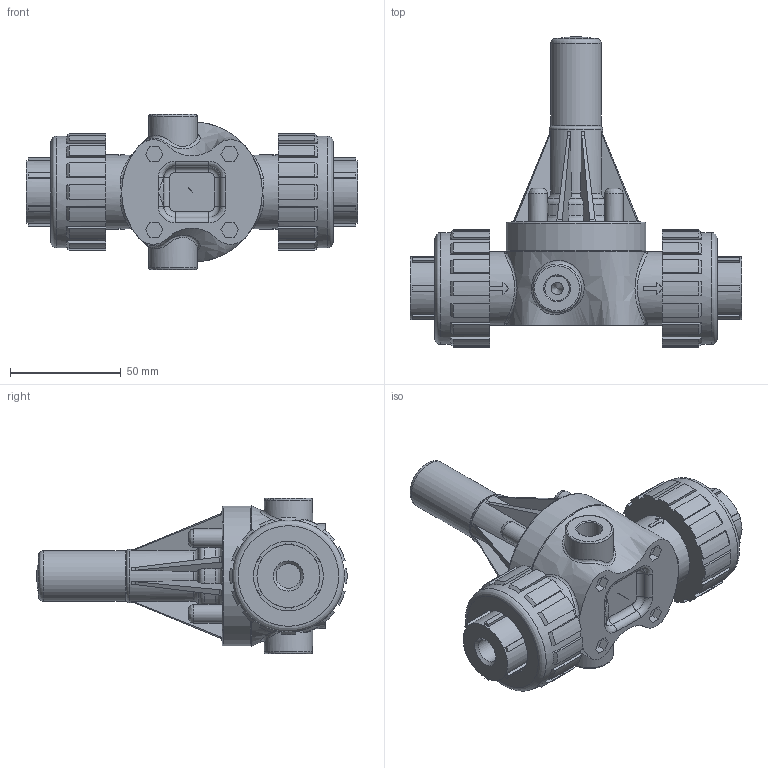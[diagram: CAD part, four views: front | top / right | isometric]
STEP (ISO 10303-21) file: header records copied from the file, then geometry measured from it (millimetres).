
FILE_DESCRIPTION((''),'2;1');
FILE_NAME('ECO-25G-PVC_R0.ipt.stp','2017-03-06T09:34:13',(''),(''),'Autodesk Inventor 2009','Autodesk Inventor 2009','');
FILE_SCHEMA(('AUTOMOTIVE_DESIGN { 1 0 10303 214 1 1 1 1 }'));
Length unit declared in the file: inch
Products named in the file (1): ECO-25G-PVC_R0
Bounding box: 149.85 x 140.22 x 70.21 mm (x, y, z)
Volume: 307041.7 mm3; surface area: 69933.9 mm2
Topology: 1 solids, 33 shells, 841 faces, 2123 edges, 1360 vertices
Faces by surface type: bspline 348, plane 264, cylinder 178, torus 30, cone 21
Full cylindrical faces by diameter (mm): 5.842 x4, 6.502 x4, 6.528 x4, 8.382 x4, 10.16 x4, 11.112 x1, 11.113 x3, 19.487 x2, 21.844 x2, 22.733 x1, 24.384 x1, 25.964 x2, 28.448 x2, 33.35 x2, 38.176 x2, 42.926 x2, 63.5 x1
Entity records: 34259 total; most frequent: CARTESIAN_POINT 15110, ORIENTED_EDGE 3964, DIRECTION 3432, EDGE_CURVE 1982, VERTEX_POINT 1322, AXIS2_PLACEMENT_3D 1284, EDGE_LOOP 980, VECTOR 864
